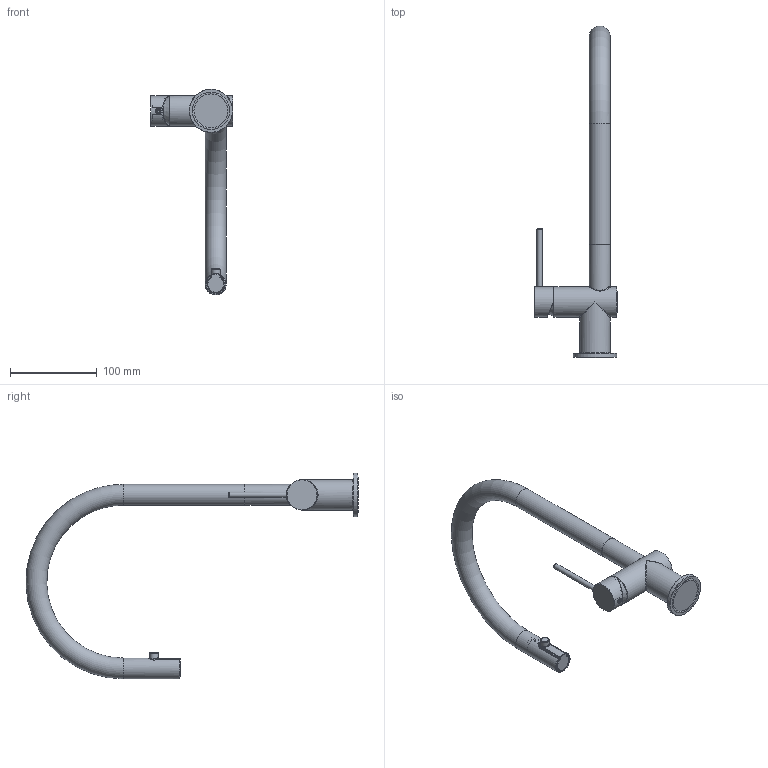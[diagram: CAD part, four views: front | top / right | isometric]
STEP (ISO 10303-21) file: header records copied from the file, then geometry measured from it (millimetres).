
FILE_DESCRIPTION(/* description */ (''),/* implementation_level */ '2;1');
FILE_NAME(/* name */ 'AZ101 3D.stp',/* time_stamp */ '2017-08-22T11:31:30-04:00',/* author */ ('simono'),/* organization */ (''),/* preprocessor_version */ 'ST-DEVELOPER v15.6',/* originating_system */ 'Autodesk Inventor 2015',/* authorisation */ '');
FILE_SCHEMA (('AUTOMOTIVE_DESIGN { 1 0 10303 214 3 1 1 }'));
Length unit declared in the file: millimetre
Products named in the file (1): AZ101 3D
Bounding box: 95.16 x 382.43 x 237 mm (x, y, z)
Volume: 219928.4 mm3; surface area: 114968.8 mm2
Topology: 2 solids, 2 shells, 184 faces, 471 edges, 283 vertices
Faces by surface type: cylinder 54, plane 53, torus 33, bspline 31, sphere 8, cone 5
Full cylindrical faces by diameter (mm): 4 x1, 6 x1, 10 x1, 19 x1, 19.5 x1, 22 x2, 24 x3, 32.6 x1, 35 x3, 50 x1
Entity records: 8882 total; most frequent: CARTESIAN_POINT 4704, ORIENTED_EDGE 816, DIRECTION 757, EDGE_CURVE 407, AXIS2_PLACEMENT_3D 311, VERTEX_POINT 267, EDGE_LOOP 230, STYLED_ITEM 184
